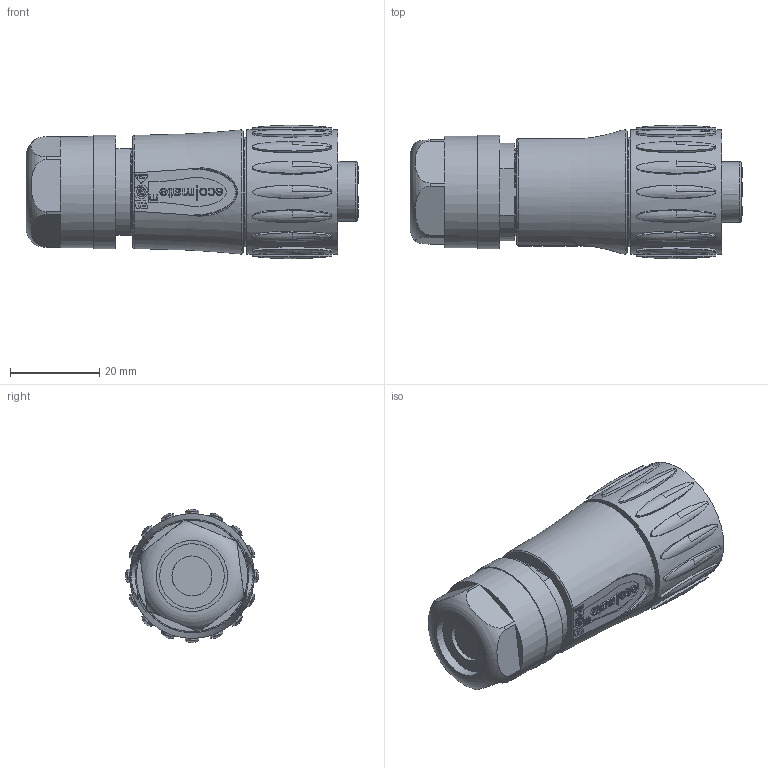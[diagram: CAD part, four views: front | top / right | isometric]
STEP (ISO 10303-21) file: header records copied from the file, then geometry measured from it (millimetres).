
FILE_DESCRIPTION(/* description */ (''),/* implementation_level */ '2;1');
FILE_NAME(/* name */ 'c016 10d006 xxx 1xnxc001-02.stp',/* time_stamp */ '2019-02-26T08:30:15+01:00',/* author */ (''),/* organization */ (''),/* preprocessor_version */ 'ST-DEVELOPER v16.7',/* originating_system */ 'SIEMENS PLM Software NX 12.0',/* authorisation */ '');
FILE_SCHEMA (('AUTOMOTIVE_DESIGN { 1 0 10303 214 3 1 1 1 }'));
Length unit declared in the file: millimetre
Products named in the file (1): igen17DCCEDFisu1
Bounding box: 74.6 x 30 x 30 mm (x, y, z)
Volume: 35273.8 mm3; surface area: 11224.3 mm2
Topology: 1 solids, 1 shells, 822 faces, 2174 edges, 1396 vertices
Faces by surface type: plane 535, cylinder 184, bspline 62, extrusion 20, torus 11, cone 7, sphere 2, revolution 1
Full cylindrical faces by diameter (mm): 0.384 x1, 1.7 x7, 9 x1, 13.6 x1, 14.5 x1, 22.6 x1, 23 x1, 24.5 x1, 25 x1, 25.5 x1, 28 x1
Entity records: 30807 total; most frequent: CARTESIAN_POINT 11119, ORIENTED_EDGE 4130, DIRECTION 3865, EDGE_CURVE 2065, VECTOR 1464, LINE 1444, VERTEX_POINT 1375, AXIS2_PLACEMENT_3D 1200
